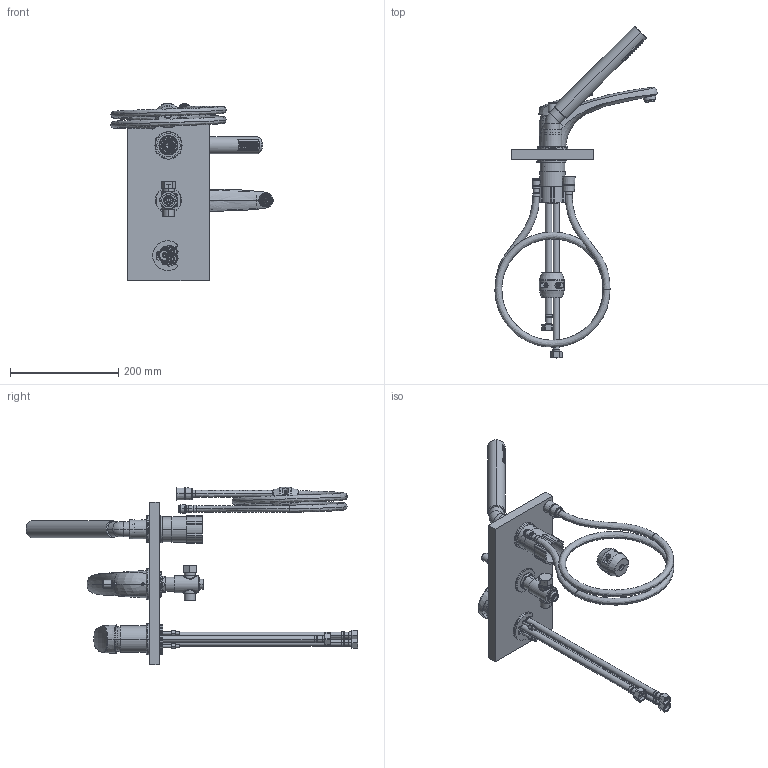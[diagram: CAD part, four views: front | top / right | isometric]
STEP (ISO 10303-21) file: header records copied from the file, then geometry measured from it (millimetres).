
FILE_DESCRIPTION((''),'2;1');
FILE_NAME('BFO11A_ASM','2020-08-27T',('Administrator'),(''),'PRO/ENGINEER BY PARAMETRIC TECHNOLOGY CORPORATION, 2008230','PRO/ENGINEER BY PARAMETRIC TECHNOLOGY CORPORATION, 2008230','');
FILE_SCHEMA(('CONFIG_CONTROL_DESIGN'));
Length unit declared in the file: millimetre
Products named in the file (59): MB1; 2530163; 2120170; 2640074; 2040054; 2010063; 2710034; 2020033; 2020038; 2250039; 2070001; 2210003; 2510049; 2050182; 2660065; 2050076; 2050082; 2010052; 2010003; 2050006; 2030002; 2010004; 2060001_ASM; 2550051; 2550093; 2860007; 2860066; 2860071-01; 2860012-03; 2860092_ASM; 2750003; 2670354; 2610089; 2050136; 2630018; 2010053; 2030030; 2610091; 2640091; 2610230 ...
Assembly tree (67 placements, depth 3):
  BFO11A_ASM
    MB1
    2530163  x2
    2120170
    2640074
    2040054
    2010063
    2710034
    2020033
    2020038
    2250039
    2070001
    2210003
    2510049
    2050182
    2660065
    2050076
    2050082
    2010052
    2060001_ASM
      2010003  x2
      2050006
      2030002
      2010004  x2
    2550051
    2550093  x2
    2860007  x2
    2860066
    2860092_ASM
      2860071-01
      2050182
      2860012-03
    2750003
    2670354
    2610089
    2050136
    2630018
    2010053
    2030030
    2610091
    2640091
    2610230
    2550073
    2610027
    2550150
    2650115
    2550114
    2550148  x2
    2070015
    2050137
    2080020
    2050017
    2050057
    2010054
    2050001
    2320001
    2340006
    2850004_ASM
      2850004-01  x2
      2070004  x2
Bounding box: 299.73 x 612.99 x 327.4 mm (x, y, z)
Volume: 1457775 mm3; surface area: 619814.3 mm2
Topology: 73 solids, 73 shells, 3421 faces, 9023 edges, 5743 vertices
Faces by surface type: plane 1700, cylinder 1051, cone 310, bspline 197, torus 153, sphere 8, extrusion 2
Entity records: 129053 total; most frequent: CARTESIAN_POINT 47556, ORIENTED_EDGE 16958, DIRECTION 16899, EDGE_CURVE 8479, AXIS2_PLACEMENT_3D 6105, VERTEX_POINT 5419, VECTOR 4689, LINE 4687
